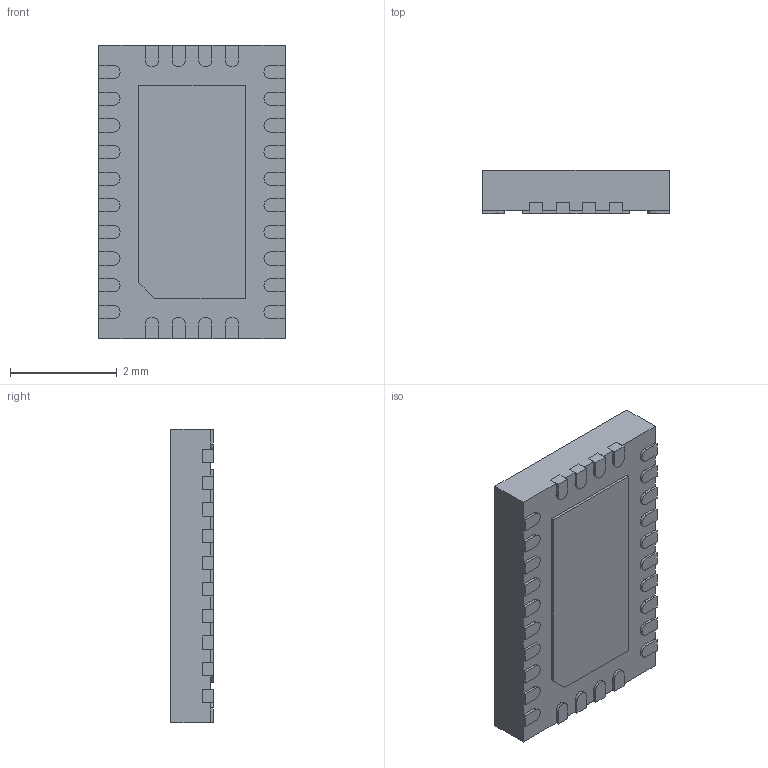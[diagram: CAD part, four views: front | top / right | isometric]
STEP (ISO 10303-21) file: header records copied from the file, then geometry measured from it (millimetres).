
FILE_DESCRIPTION (( 'STEP AP214' ), '1' );
FILE_NAME ('RHR28.STEP', '2024-04-11T19:56:21', ( '' ), ( '' ), 'SwSTEP 2.0', 'SolidWorks 2021', '' );
FILE_SCHEMA (( 'AUTOMOTIVE_DESIGN' ));
Length unit declared in the file: millimetre
Products named in the file (1): RHR28
Bounding box: 3.5 x 0.8 x 5.5 mm (x, y, z)
Volume: 15 mm3; surface area: 87.8 mm2
Topology: 31 solids, 31 shells, 314 faces, 750 edges, 500 vertices
Faces by surface type: plane 246, cylinder 68
Entity records: 9334 total; most frequent: CARTESIAN_POINT 1565, DIRECTION 1516, ORIENTED_EDGE 1500, EDGE_CURVE 750, VECTOR 614, LINE 614, VERTEX_POINT 500, AXIS2_PLACEMENT_3D 451
